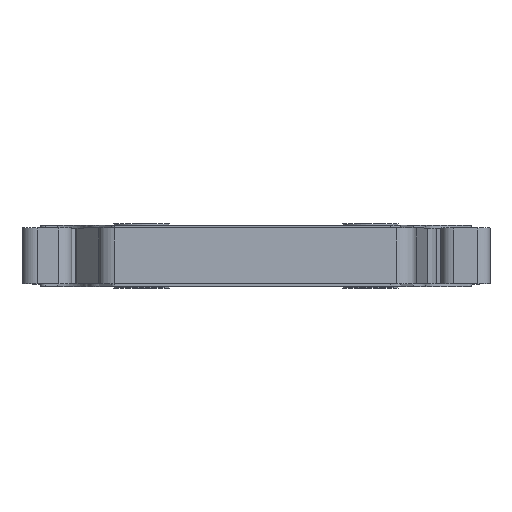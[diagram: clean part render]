
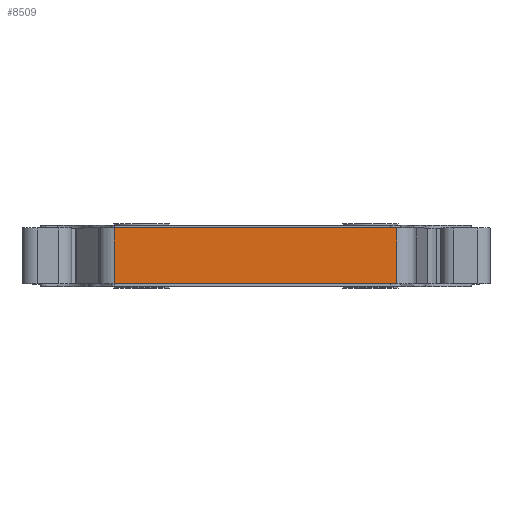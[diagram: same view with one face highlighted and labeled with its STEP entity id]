
A CAD part, top view. The second image highlights one B-rep face of the part: STEP entity #8509.
In plain terms, the highlighted planar face has unit normal (0, 0, 1).
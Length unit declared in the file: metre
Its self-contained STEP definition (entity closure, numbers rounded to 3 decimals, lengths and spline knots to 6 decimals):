
#396=LINE('',#11700,#1343);
#703=LINE('',#13124,#1650);
#704=LINE('',#13126,#1651);
#705=LINE('',#13128,#1652);
#1343=VECTOR('',#9541,1.);
#1650=VECTOR('',#10114,1.);
#1651=VECTOR('',#10115,1.);
#1652=VECTOR('',#10116,1.);
#2873=ORIENTED_EDGE('',*,*,#4868,.F.);
#2874=ORIENTED_EDGE('',*,*,#5286,.F.);
#2875=ORIENTED_EDGE('',*,*,#5287,.T.);
#2876=ORIENTED_EDGE('',*,*,#5288,.T.);
#4868=EDGE_CURVE('',#6141,#6142,#396,.T.);
#5286=EDGE_CURVE('',#6461,#6141,#703,.T.);
#5287=EDGE_CURVE('',#6461,#6462,#704,.T.);
#5288=EDGE_CURVE('',#6462,#6142,#705,.T.);
#6141=VERTEX_POINT('',#11701);
#6142=VERTEX_POINT('',#11702);
#6461=VERTEX_POINT('',#13125);
#6462=VERTEX_POINT('',#13127);
#7187=EDGE_LOOP('',(#2873,#2874,#2875,#2876));
#7710=FACE_BOUND('',#7187,.T.);
#8183=PLANE('',#9036);
#8509=ADVANCED_FACE('',(#7710),#8183,.T.);
#9036=AXIS2_PLACEMENT_3D('',#13123,#10112,#10113);
#9541=DIRECTION('',(1.,0.,0.));
#10112=DIRECTION('',(0.,0.,1.));
#10113=DIRECTION('',(1.,0.,0.));
#10114=DIRECTION('',(0.,1.,0.));
#10115=DIRECTION('',(1.,0.,0.));
#10116=DIRECTION('',(0.,1.,0.));
#11700=CARTESIAN_POINT('',(0.02964,0.,-0.01095));
#11701=CARTESIAN_POINT('',(0.016744,0.,-0.01095));
#11702=CARTESIAN_POINT('',(0.042536,0.,-0.01095));
#13123=CARTESIAN_POINT('',(0.02964,-0.00508,-0.01095));
#13124=CARTESIAN_POINT('',(0.016744,-0.00508,-0.01095));
#13125=CARTESIAN_POINT('',(0.016744,-0.00508,-0.01095));
#13126=CARTESIAN_POINT('',(0.02964,-0.00508,-0.01095));
#13127=CARTESIAN_POINT('',(0.042536,-0.00508,-0.01095));
#13128=CARTESIAN_POINT('',(0.042536,-0.00508,-0.01095));
